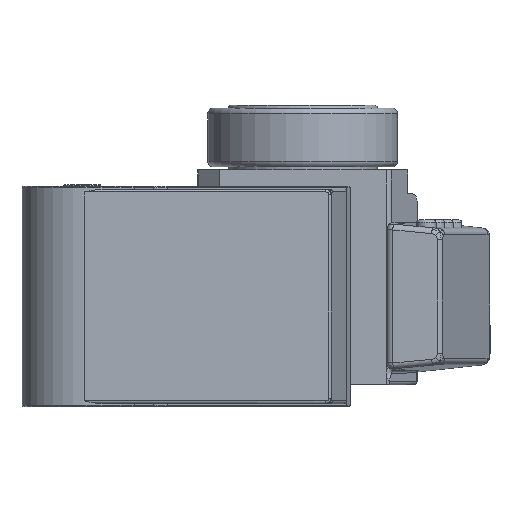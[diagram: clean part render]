
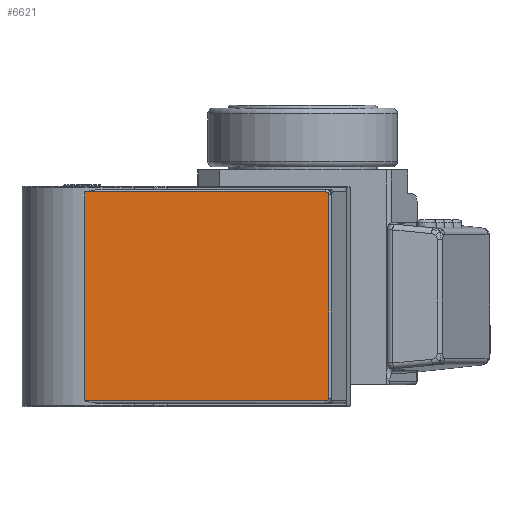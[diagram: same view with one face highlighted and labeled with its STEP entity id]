
A CAD part, front view. The second image highlights one B-rep face of the part: STEP entity #6621.
In plain terms, the highlighted planar face has unit normal (0.046, -0.999, 0).
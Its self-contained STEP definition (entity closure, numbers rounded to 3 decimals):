
#202=PLANE('',#7335);
#466=LINE('',#16515,#791);
#469=LINE('',#16527,#794);
#474=LINE('',#16549,#799);
#478=LINE('',#16560,#803);
#791=VECTOR('',#8810,10.);
#794=VECTOR('',#8815,10.);
#799=VECTOR('',#8830,10.);
#803=VECTOR('',#8842,10.);
#1331=FACE_OUTER_BOUND('',#1757,.T.);
#1757=EDGE_LOOP('',(#5692,#5693,#5694,#5695,#5696,#5697,#5698,#5699));
#2200=CIRCLE('',#7309,0.942);
#2210=CIRCLE('',#7319,0.942);
#2213=CIRCLE('',#7322,0.942);
#2215=CIRCLE('',#7324,0.942);
#2973=VERTEX_POINT('',#16188);
#2974=VERTEX_POINT('',#16195);
#2985=VERTEX_POINT('',#16426);
#2986=VERTEX_POINT('',#16433);
#2987=VERTEX_POINT('',#16472);
#2988=VERTEX_POINT('',#16511);
#2989=VERTEX_POINT('',#16518);
#2996=VERTEX_POINT('',#16542);
#3886=EDGE_CURVE('',#2973,#2974,#2200,.T.);
#3902=EDGE_CURVE('',#2985,#2986,#2210,.T.);
#3905=EDGE_CURVE('',#2987,#2985,#2213,.T.);
#3907=EDGE_CURVE('',#2988,#2973,#2215,.T.);
#3908=EDGE_CURVE('',#2986,#2988,#466,.T.);
#3912=EDGE_CURVE('',#2974,#2989,#469,.T.);
#3920=EDGE_CURVE('',#2996,#2987,#474,.T.);
#3926=EDGE_CURVE('',#2996,#2989,#478,.T.);
#5692=ORIENTED_EDGE('',*,*,#3912,.F.);
#5693=ORIENTED_EDGE('',*,*,#3886,.F.);
#5694=ORIENTED_EDGE('',*,*,#3907,.F.);
#5695=ORIENTED_EDGE('',*,*,#3908,.F.);
#5696=ORIENTED_EDGE('',*,*,#3902,.F.);
#5697=ORIENTED_EDGE('',*,*,#3905,.F.);
#5698=ORIENTED_EDGE('',*,*,#3920,.F.);
#5699=ORIENTED_EDGE('',*,*,#3926,.T.);
#6621=ADVANCED_FACE('',(#1331),#202,.T.);
#7309=AXIS2_PLACEMENT_3D('',#16196,#8776,#8777);
#7319=AXIS2_PLACEMENT_3D('',#16434,#8796,#8797);
#7322=AXIS2_PLACEMENT_3D('',#16474,#8802,#8803);
#7324=AXIS2_PLACEMENT_3D('',#16513,#8806,#8807);
#7335=AXIS2_PLACEMENT_3D('',#16559,#8840,#8841);
#8776=DIRECTION('center_axis',(-0.046,0.999,0.));
#8777=DIRECTION('ref_axis',(0.706,0.033,-0.707));
#8796=DIRECTION('center_axis',(-0.046,0.999,0.));
#8797=DIRECTION('ref_axis',(0.706,0.033,0.707));
#8802=DIRECTION('center_axis',(-0.046,0.999,0.));
#8803=DIRECTION('ref_axis',(0.706,0.033,0.707));
#8806=DIRECTION('center_axis',(-0.046,0.999,0.));
#8807=DIRECTION('ref_axis',(0.706,0.033,-0.707));
#8810=DIRECTION('',(0.,0.,-1.));
#8815=DIRECTION('',(-0.999,-0.046,0.));
#8830=DIRECTION('',(0.999,0.046,0.));
#8840=DIRECTION('center_axis',(0.046,-0.999,0.));
#8841=DIRECTION('ref_axis',(0.999,0.046,0.));
#8842=DIRECTION('',(0.,0.,-1.));
#16188=CARTESIAN_POINT('',(33.795,-121.736,-35.224));
#16195=CARTESIAN_POINT('',(33.13,-121.766,-35.5));
#16196=CARTESIAN_POINT('Origin',(33.13,-121.766,-34.558));
#16426=CARTESIAN_POINT('',(33.795,-121.736,35.224));
#16433=CARTESIAN_POINT('',(34.071,-121.723,34.558));
#16434=CARTESIAN_POINT('Origin',(33.13,-121.766,34.558));
#16472=CARTESIAN_POINT('',(33.13,-121.766,35.5));
#16474=CARTESIAN_POINT('Origin',(33.13,-121.766,34.558));
#16511=CARTESIAN_POINT('',(34.071,-121.723,-34.558));
#16513=CARTESIAN_POINT('Origin',(33.13,-121.766,-34.558));
#16515=CARTESIAN_POINT('',(34.071,-121.723,0.));
#16518=CARTESIAN_POINT('',(-48.794,-125.547,-35.5));
#16527=CARTESIAN_POINT('',(-26.324,-124.51,-35.5));
#16542=CARTESIAN_POINT('',(-48.794,-125.547,35.5));
#16549=CARTESIAN_POINT('',(-26.324,-124.51,35.5));
#16559=CARTESIAN_POINT('Origin',(-48.794,-125.547,0.));
#16560=CARTESIAN_POINT('',(-48.794,-125.547,0.));
